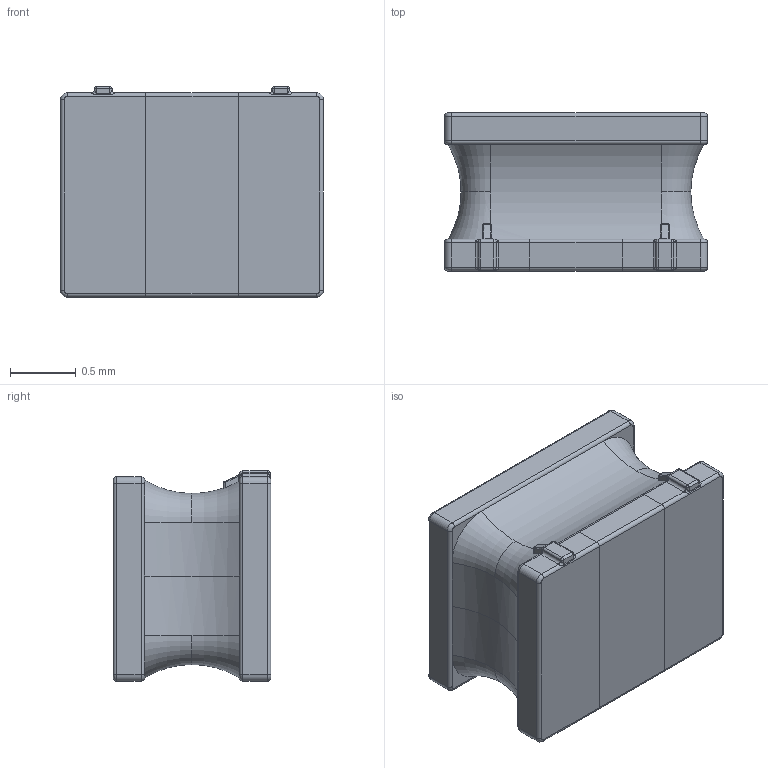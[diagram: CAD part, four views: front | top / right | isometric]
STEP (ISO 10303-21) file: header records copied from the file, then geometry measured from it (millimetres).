
FILE_DESCRIPTION (( 'STEP AP214' ), '1' );
FILE_NAME ('VLS201612CX-100M-1.STEP', '2022-03-04T03:00:24', ( '' ), ( '' ), 'SwSTEP 2.0', 'SolidWorks 2017', '' );
FILE_SCHEMA (( 'AUTOMOTIVE_DESIGN' ));
Length unit declared in the file: millimetre
Products named in the file (1): VLS201612CX-100M-1
Bounding box: 2 x 1.2 x 1.6 mm (x, y, z)
Volume: 3.2 mm3; surface area: 20.7 mm2
Topology: 34 solids, 34 shells, 442 faces, 911 edges, 562 vertices
Faces by surface type: cylinder 211, plane 163, torus 44, bspline 24
Entity records: 12960 total; most frequent: CARTESIAN_POINT 3101, DIRECTION 2144, ORIENTED_EDGE 1814, EDGE_CURVE 907, AXIS2_PLACEMENT_3D 888, VERTEX_POINT 562, EDGE_LOOP 471, CIRCLE 469
